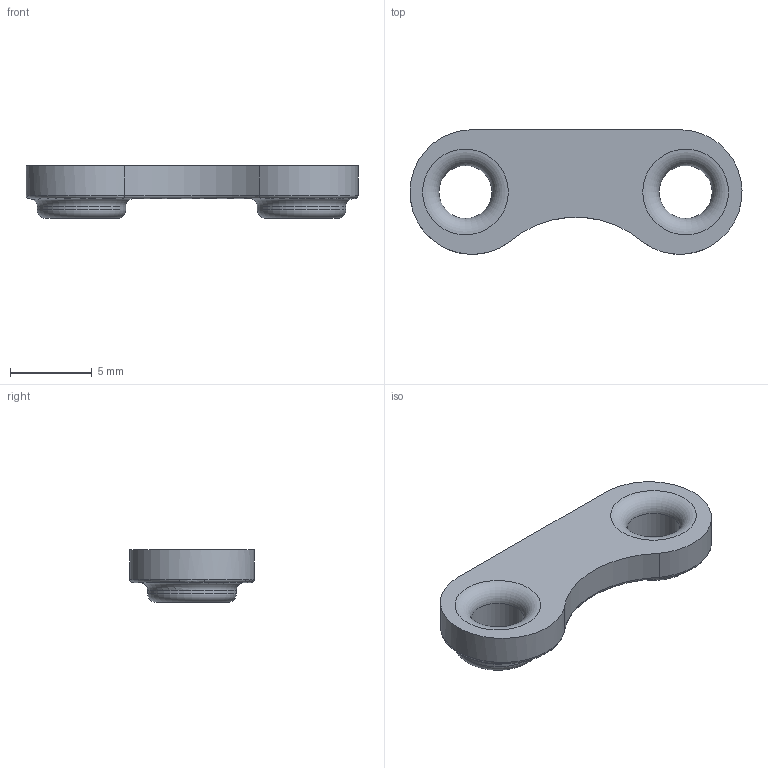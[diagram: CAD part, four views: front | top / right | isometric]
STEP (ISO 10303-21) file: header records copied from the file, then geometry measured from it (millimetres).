
FILE_DESCRIPTION(/* description */ (''),/* implementation_level */ '2;1');
FILE_NAME(/* name */ 'PLNUT16.stp',/* time_stamp */ '2018-01-12T09:32:27+00:00',/* author */ ('paul'),/* organization */ (''),/* preprocessor_version */ 'ST-DEVELOPER v16.13',/* originating_system */ 'Autodesk Inventor 2018',/* authorisation */ '');
FILE_SCHEMA (('AUTOMOTIVE_DESIGN { 1 0 10303 214 3 1 1 }'));
Length unit declared in the file: millimetre
Products named in the file (1): PLNUT16
Bounding box: 20.3 x 7.62 x 3.2 mm (x, y, z)
Volume: 248.8 mm3; surface area: 395.8 mm2
Topology: 1 solids, 1 shells, 26 faces, 57 edges, 34 vertices
Faces by surface type: torus 12, cylinder 8, plane 5, bspline 1
Full cylindrical faces by diameter (mm): 3.242 x2, 5.4 x2
Entity records: 712 total; most frequent: CARTESIAN_POINT 147, DIRECTION 121, ORIENTED_EDGE 84, AXIS2_PLACEMENT_3D 57, EDGE_LOOP 43, EDGE_CURVE 42, CIRCLE 31, VERTEX_POINT 31
